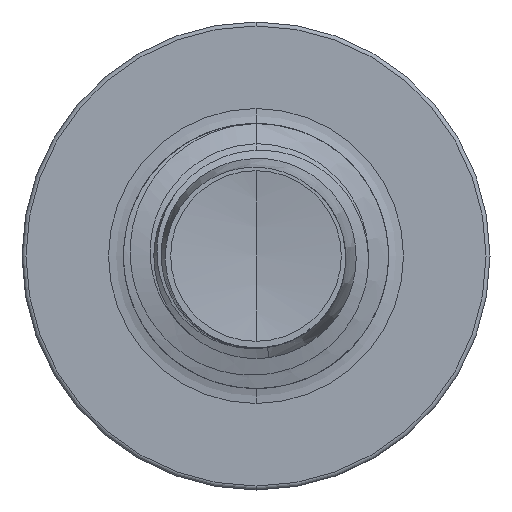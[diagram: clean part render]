
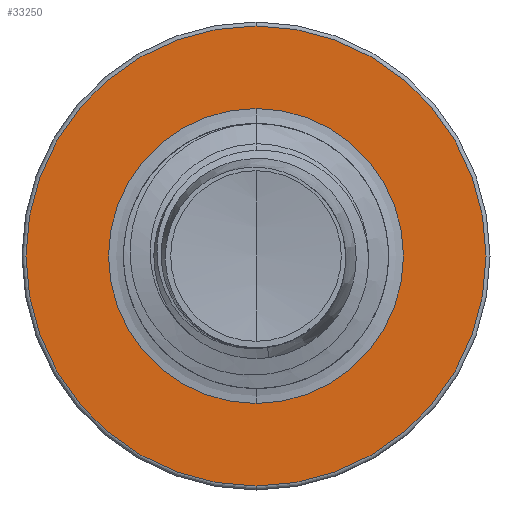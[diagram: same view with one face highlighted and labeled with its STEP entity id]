
A CAD part, front view. The second image highlights one B-rep face of the part: STEP entity #33250.
In plain terms, the highlighted planar face has unit normal (0, -1, 0).
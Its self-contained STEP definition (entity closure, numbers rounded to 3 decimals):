
#1359 = PLANE ( 'NONE',  #37843 ) ;
#1586 = FACE_OUTER_BOUND ( 'NONE', #2836, .T. ) ;
#1614 = EDGE_CURVE ( 'NONE', #31777, #33608, #31617, .T. ) ;
#1669 = DIRECTION ( 'NONE',  ( 0., 0., 1. ) ) ;
#2836 = EDGE_LOOP ( 'NONE', ( #34122, #30453 ) ) ;
#4962 = DIRECTION ( 'NONE',  ( 0., 0., 1. ) ) ;
#5139 = DIRECTION ( 'NONE',  ( 0., 1., 0. ) ) ;
#5820 = CARTESIAN_POINT ( 'NONE',  ( 0., 17.5, 0. ) ) ;
#6044 = CARTESIAN_POINT ( 'NONE',  ( 0., 17.5, 2.605 ) ) ;
#9947 = FACE_BOUND ( 'NONE', #21974, .T. ) ;
#11970 = EDGE_CURVE ( 'NONE', #19433, #32594, #18577, .T. ) ;
#14784 = ORIENTED_EDGE ( 'NONE', *, *, #11970, .T. ) ;
#15558 = CARTESIAN_POINT ( 'NONE',  ( 0., 17.5, -1.67 ) ) ;
#16273 = CARTESIAN_POINT ( 'NONE',  ( 0., 17.5, 0. ) ) ;
#18577 = CIRCLE ( 'NONE', #25135, 1.67 ) ;
#19205 = EDGE_CURVE ( 'NONE', #33608, #31777, #38203, .T. ) ;
#19433 = VERTEX_POINT ( 'NONE', #29834 ) ;
#19572 = CIRCLE ( 'NONE', #28308, 1.67 ) ;
#19681 = DIRECTION ( 'NONE',  ( 0., 0., 1. ) ) ;
#20398 = AXIS2_PLACEMENT_3D ( 'NONE', #32533, #32368, #32289 ) ;
#21974 = EDGE_LOOP ( 'NONE', ( #24557, #14784 ) ) ;
#22304 = DIRECTION ( 'NONE',  ( 0., 1., 0. ) ) ;
#22606 = CARTESIAN_POINT ( 'NONE',  ( 0., 17.5, 0. ) ) ;
#22700 = DIRECTION ( 'NONE',  ( 0., 1., 0. ) ) ;
#23611 = EDGE_CURVE ( 'NONE', #32594, #19433, #19572, .T. ) ;
#24557 = ORIENTED_EDGE ( 'NONE', *, *, #23611, .T. ) ;
#25135 = AXIS2_PLACEMENT_3D ( 'NONE', #22606, #22700, #27632 ) ;
#25302 = AXIS2_PLACEMENT_3D ( 'NONE', #5820, #5139, #4962 ) ;
#26804 = CARTESIAN_POINT ( 'NONE',  ( 0., 17.5, -2.605 ) ) ;
#27461 = CARTESIAN_POINT ( 'NONE',  ( 0., 17.5, 1.67 ) ) ;
#27632 = DIRECTION ( 'NONE',  ( 0., 0., 1. ) ) ;
#28308 = AXIS2_PLACEMENT_3D ( 'NONE', #16273, #36009, #19681 ) ;
#29834 = CARTESIAN_POINT ( 'NONE',  ( 0., 17.5, -1.67 ) ) ;
#30453 = ORIENTED_EDGE ( 'NONE', *, *, #19205, .F. ) ;
#31617 = CIRCLE ( 'NONE', #25302, 2.605 ) ;
#31777 = VERTEX_POINT ( 'NONE', #6044 ) ;
#32289 = DIRECTION ( 'NONE',  ( 0., 0., 1. ) ) ;
#32368 = DIRECTION ( 'NONE',  ( 0., 1., 0. ) ) ;
#32533 = CARTESIAN_POINT ( 'NONE',  ( 0., 17.5, 0. ) ) ;
#32594 = VERTEX_POINT ( 'NONE', #27461 ) ;
#33250 = ADVANCED_FACE ( 'NONE', ( #1586, #9947 ), #1359, .F. ) ;
#33608 = VERTEX_POINT ( 'NONE', #26804 ) ;
#34122 = ORIENTED_EDGE ( 'NONE', *, *, #1614, .F. ) ;
#36009 = DIRECTION ( 'NONE',  ( 0., 1., 0. ) ) ;
#37843 = AXIS2_PLACEMENT_3D ( 'NONE', #15558, #22304, #1669 ) ;
#38203 = CIRCLE ( 'NONE', #20398, 2.605 ) ;
